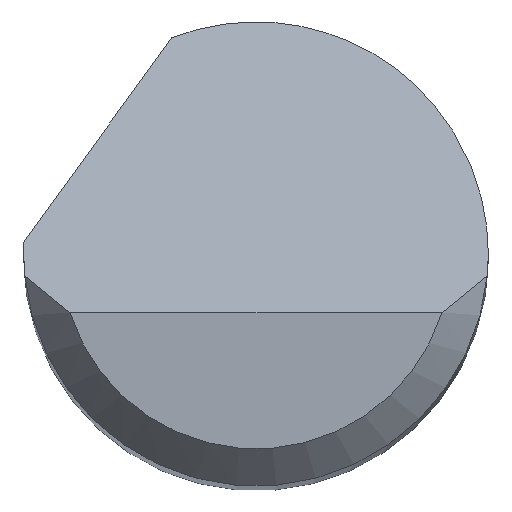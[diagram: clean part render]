
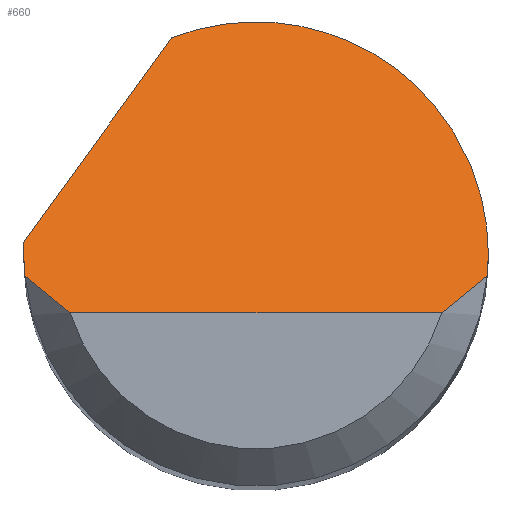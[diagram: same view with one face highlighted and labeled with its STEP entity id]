
A CAD part, top view. The second image highlights one B-rep face of the part: STEP entity #660.
In plain terms, the highlighted planar face has unit normal (0, 0.707, 0.707).
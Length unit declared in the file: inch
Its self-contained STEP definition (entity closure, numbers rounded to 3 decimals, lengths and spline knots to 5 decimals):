
#14 = B_SPLINE_CURVE_WITH_KNOTS ( 'NONE', 3,
 ( #514, #788, #794, #52 ),
 .UNSPECIFIED., .F., .F.,
 ( 4, 4 ),
 ( 0., 0.00071 ),
 .UNSPECIFIED. ) ;
#31 = LINE ( 'NONE', #562, #626 ) ;
#39 = VERTEX_POINT ( 'NONE', #357 ) ;
#41 = CARTESIAN_POINT ( 'NONE',  ( -0.09371, 0.00333, 1.47292 ) ) ;
#52 = CARTESIAN_POINT ( 'NONE',  ( -0.07508, -0.02375, 1.5 ) ) ;
#57 = CARTESIAN_POINT ( 'NONE',  ( -0.09361, -0.00584, 1.48209 ) ) ;
#60 = VERTEX_POINT ( 'NONE', #685 ) ;
#65 = ORIENTED_EDGE ( 'NONE', *, *, #628, .F. ) ;
#70 = CARTESIAN_POINT ( 'NONE',  ( -0.09375, -0.02375, 1.5 ) ) ;
#83 = CARTESIAN_POINT ( 'NONE',  ( -0.03394, 0.08739, 1.38886 ) ) ;
#89 = CARTESIAN_POINT ( 'NONE',  ( 0.09334, -0.00875, 1.485 ) ) ;
#109 = CARTESIAN_POINT ( 'NONE',  ( -0.09375, 0., 1.47625 ) ) ;
#137 = LINE ( 'NONE', #319, #472 ) ;
#142 = PLANE ( 'NONE',  #383 ) ;
#144 = ORIENTED_EDGE ( 'NONE', *, *, #295, .F. ) ;
#185 = EDGE_CURVE ( 'NONE', #202, #395, #494, .T. ) ;
#199 = CARTESIAN_POINT ( 'NONE',  ( -0.09375, 0., 1.47625 ) ) ;
#202 = VERTEX_POINT ( 'NONE', #716 ) ;
#204 = FACE_OUTER_BOUND ( 'NONE', #451, .T. ) ;
#226 = CARTESIAN_POINT ( 'NONE',  ( -0.09362, 0.005, 1.47125 ) ) ;
#230 = CARTESIAN_POINT ( 'NONE',  ( 0.03379, 0.11369, 1.36256 ) ) ;
#257 =( BOUNDED_CURVE ( )  B_SPLINE_CURVE ( 3, ( #272, #732, #393, #518 ),
 .UNSPECIFIED., .F., .T. ) 
 B_SPLINE_CURVE_WITH_KNOTS ( ( 4, 4 ),
 ( 1.5708, 1.66427 ),
 .UNSPECIFIED. ) 
 CURVE ( )  GEOMETRIC_REPRESENTATION_ITEM ( )  RATIONAL_B_SPLINE_CURVE ( ( 1., 0.999, 0.999, 1. ) ) 
 REPRESENTATION_ITEM ( '' )  );
#269 = DIRECTION ( 'NONE',  ( 0.456, 0.629, -0.629 ) ) ;
#272 = CARTESIAN_POINT ( 'NONE',  ( 0.09375, 0., 1.47625 ) ) ;
#295 = EDGE_CURVE ( 'NONE', #395, #60, #137, .T. ) ;
#301 = CARTESIAN_POINT ( 'NONE',  ( -0.09362, 0.005, 1.47125 ) ) ;
#312 = VERTEX_POINT ( 'NONE', #862 ) ;
#319 = CARTESIAN_POINT ( 'NONE',  ( -0.11014, -0.01781, 1.49406 ) ) ;
#326 = ORIENTED_EDGE ( 'NONE', *, *, #358, .T. ) ;
#328 = CARTESIAN_POINT ( 'NONE',  ( 0.07508, -0.02375, 1.5 ) ) ;
#338 = CARTESIAN_POINT ( 'NONE',  ( 0.09375, 0.07266, 1.40359 ) ) ;
#344 = CARTESIAN_POINT ( 'NONE',  ( -0.09334, -0.00875, 1.485 ) ) ;
#357 = CARTESIAN_POINT ( 'NONE',  ( 0.09334, -0.00875, 1.485 ) ) ;
#358 = EDGE_CURVE ( 'NONE', #391, #39, #568, .T. ) ;
#365 = CARTESIAN_POINT ( 'NONE',  ( -0.09375, 0.00167, 1.47458 ) ) ;
#373 =( BOUNDED_CURVE ( )  B_SPLINE_CURVE ( 3, ( #83, #230, #338, #760 ),
 .UNSPECIFIED., .F., .T. ) 
 B_SPLINE_CURVE_WITH_KNOTS ( ( 4, 4 ),
 ( 5.91277, 7.85398 ),
 .UNSPECIFIED. ) 
 CURVE ( )  GEOMETRIC_REPRESENTATION_ITEM ( )  RATIONAL_B_SPLINE_CURVE ( ( 1., 0.71, 0.71, 1. ) ) 
 REPRESENTATION_ITEM ( '' )  );
#383 = AXIS2_PLACEMENT_3D ( 'NONE', #70, #756, #616 ) ;
#391 = VERTEX_POINT ( 'NONE', #677 ) ;
#393 = CARTESIAN_POINT ( 'NONE',  ( 0.09361, -0.00584, 1.48209 ) ) ;
#395 = VERTEX_POINT ( 'NONE', #226 ) ;
#401 = EDGE_CURVE ( 'NONE', #60, #656, #373, .T. ) ;
#449 = CARTESIAN_POINT ( 'NONE',  ( -0.09375, -0.00292, 1.47917 ) ) ;
#451 = EDGE_LOOP ( 'NONE', ( #661, #326, #65, #537, #144, #517, #603, #582 ) ) ;
#472 = VECTOR ( 'NONE', #269, 39.37008 ) ;
#494 =( BOUNDED_CURVE ( )  B_SPLINE_CURVE ( 3, ( #109, #365, #41, #301 ),
 .UNSPECIFIED., .F., .T. ) 
 B_SPLINE_CURVE_WITH_KNOTS ( ( 4, 4 ),
 ( 4.71239, 4.76575 ),
 .UNSPECIFIED. ) 
 CURVE ( )  GEOMETRIC_REPRESENTATION_ITEM ( )  RATIONAL_B_SPLINE_CURVE ( ( 1., 1., 1., 1. ) ) 
 REPRESENTATION_ITEM ( '' )  );
#514 = CARTESIAN_POINT ( 'NONE',  ( -0.09334, -0.00875, 1.485 ) ) ;
#517 = ORIENTED_EDGE ( 'NONE', *, *, #185, .F. ) ;
#518 = CARTESIAN_POINT ( 'NONE',  ( 0.09334, -0.00875, 1.485 ) ) ;
#528 = EDGE_CURVE ( 'NONE', #312, #391, #31, .T. ) ;
#537 = ORIENTED_EDGE ( 'NONE', *, *, #401, .F. ) ;
#545 = CARTESIAN_POINT ( 'NONE',  ( 0.08761, -0.01397, 1.49022 ) ) ;
#546 =( BOUNDED_CURVE ( )  B_SPLINE_CURVE ( 3, ( #727, #57, #449, #199 ),
 .UNSPECIFIED., .F., .T. ) 
 B_SPLINE_CURVE_WITH_KNOTS ( ( 4, 4 ),
 ( 4.61892, 4.71239 ),
 .UNSPECIFIED. ) 
 CURVE ( )  GEOMETRIC_REPRESENTATION_ITEM ( )  RATIONAL_B_SPLINE_CURVE ( ( 1., 0.999, 0.999, 1. ) ) 
 REPRESENTATION_ITEM ( '' )  );
#558 = CARTESIAN_POINT ( 'NONE',  ( 0.08157, -0.019, 1.49525 ) ) ;
#562 = CARTESIAN_POINT ( 'NONE',  ( 0., -0.02375, 1.5 ) ) ;
#566 = DIRECTION ( 'NONE',  ( 1., 0., 0. ) ) ;
#568 = B_SPLINE_CURVE_WITH_KNOTS ( 'NONE', 3,
 ( #328, #558, #545, #89 ),
 .UNSPECIFIED., .F., .F.,
 ( 4, 4 ),
 ( 0., 0.00071 ),
 .UNSPECIFIED. ) ;
#582 = ORIENTED_EDGE ( 'NONE', *, *, #632, .T. ) ;
#603 = ORIENTED_EDGE ( 'NONE', *, *, #641, .F. ) ;
#616 = DIRECTION ( 'NONE',  ( 0., 0.707, -0.707 ) ) ;
#626 = VECTOR ( 'NONE', #566, 39.37008 ) ;
#628 = EDGE_CURVE ( 'NONE', #656, #39, #257, .T. ) ;
#632 = EDGE_CURVE ( 'NONE', #747, #312, #14, .T. ) ;
#641 = EDGE_CURVE ( 'NONE', #747, #202, #546, .T. ) ;
#656 = VERTEX_POINT ( 'NONE', #805 ) ;
#660 = ADVANCED_FACE ( 'NONE', ( #204 ), #142, .F. ) ;
#661 = ORIENTED_EDGE ( 'NONE', *, *, #528, .T. ) ;
#677 = CARTESIAN_POINT ( 'NONE',  ( 0.07508, -0.02375, 1.5 ) ) ;
#685 = CARTESIAN_POINT ( 'NONE',  ( -0.03394, 0.08739, 1.38886 ) ) ;
#716 = CARTESIAN_POINT ( 'NONE',  ( -0.09375, 0., 1.47625 ) ) ;
#727 = CARTESIAN_POINT ( 'NONE',  ( -0.09334, -0.00875, 1.485 ) ) ;
#732 = CARTESIAN_POINT ( 'NONE',  ( 0.09375, -0.00292, 1.47917 ) ) ;
#747 = VERTEX_POINT ( 'NONE', #344 ) ;
#756 = DIRECTION ( 'NONE',  ( 0., -0.707, -0.707 ) ) ;
#760 = CARTESIAN_POINT ( 'NONE',  ( 0.09375, 0., 1.47625 ) ) ;
#788 = CARTESIAN_POINT ( 'NONE',  ( -0.08761, -0.01397, 1.49022 ) ) ;
#794 = CARTESIAN_POINT ( 'NONE',  ( -0.08157, -0.019, 1.49525 ) ) ;
#805 = CARTESIAN_POINT ( 'NONE',  ( 0.09375, 0., 1.47625 ) ) ;
#862 = CARTESIAN_POINT ( 'NONE',  ( -0.07508, -0.02375, 1.5 ) ) ;
